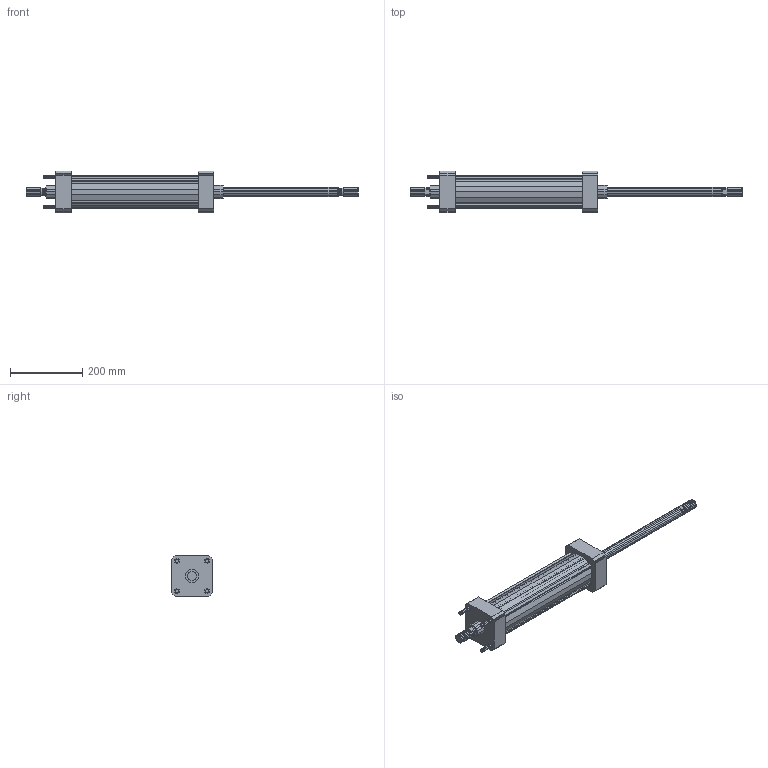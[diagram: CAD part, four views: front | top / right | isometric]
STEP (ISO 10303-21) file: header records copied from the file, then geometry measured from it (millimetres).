
FILE_DESCRIPTION( /* description */ ('STEP DATA'), /* implementation_level*/ '2;1');
FILE_NAME (/* name */ 'iraro.stp', /* time_stamp */ '2003-12-29 T17:23:38',/* author */ ('heger',''),/* organization */ ('Agito, Inc.','318 W. Randolph Street, Suite 201 1-866-GO AGITO', 'Chicago, IL', 'US'),/* preprocessor_version*/ 'preprocessor_version',/* originating_system */ 'Technadraw',/* authorization */ 'unknown');
FILE_SCHEMA(('config_control_design'));
Length unit declared in the file: inch
Products named in the file (1): 2865000
Bounding box: 920.75 x 114.72 x 114.72 mm (x, y, z)
Volume: 2560500.5 mm3; surface area: 383744.6 mm2
Topology: 40 solids, 72 shells, 537 faces, 1537 edges, 998 vertices
Faces by surface type: plane 537
Entity records: 4787 total; most frequent: DIRECTION 1074, CARTESIAN_POINT 998, POLY_LOOP 540, FACE_SURFACE 537, FACE_OUTER_BOUND 537, PLANE 537, AXIS2_PLACEMENT_3D 537, FACE_BOUND 3
